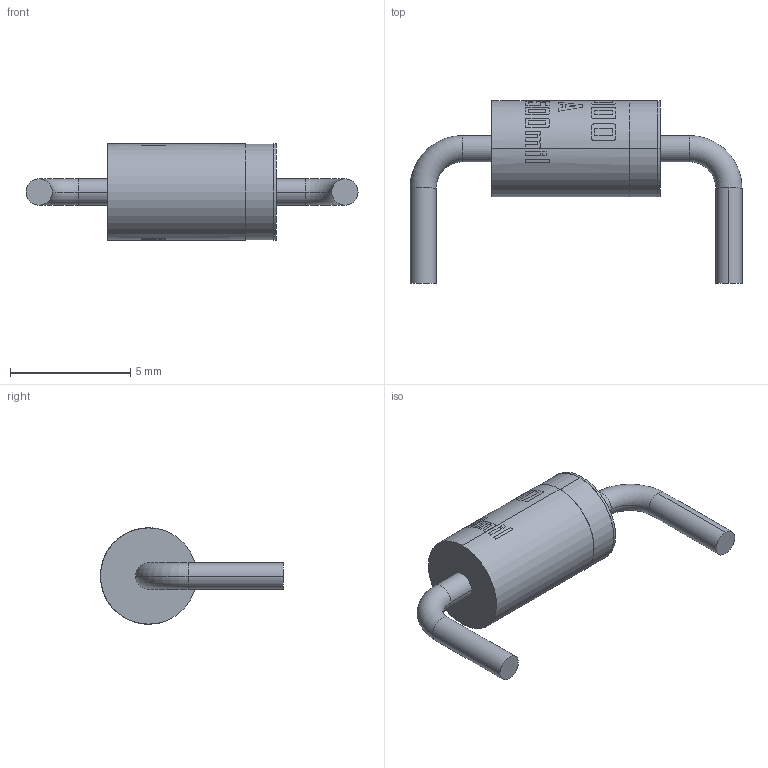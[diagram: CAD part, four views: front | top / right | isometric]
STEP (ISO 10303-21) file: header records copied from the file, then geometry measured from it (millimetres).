
FILE_DESCRIPTION (( 'STEP AP214' ), '1' );
FILE_NAME ('D2A_Normal_500mil_rev1.0.STEP', '2023-03-16T20:06:45', ( '' ), ( '' ), 'SwSTEP 2.0', 'SolidWorks 2020', '' );
FILE_SCHEMA (( 'AUTOMOTIVE_DESIGN' ));
Length unit declared in the file: millimetre
Products named in the file (1): D2A_Normal_500mil_rev1.0
Bounding box: 13.79 x 7.6 x 4 mm (x, y, z)
Volume: 102.3 mm3; surface area: 166.3 mm2
Topology: 1 solids, 1 shells, 59 faces, 316 edges, 298 vertices
Faces by surface type: cylinder 49, plane 6, torus 4
Entity records: 4688 total; most frequent: CARTESIAN_POINT 1374, ORIENTED_EDGE 632, DIRECTION 468, EDGE_CURVE 316, VERTEX_POINT 298, AXIS2_PLACEMENT_3D 185, CIRCLE 125, EDGE_LOOP 98
